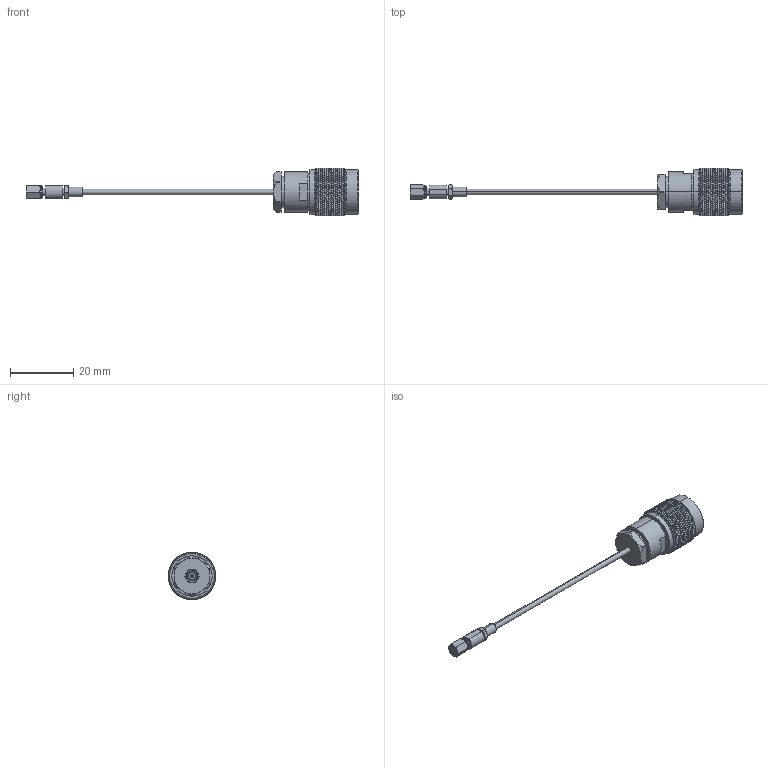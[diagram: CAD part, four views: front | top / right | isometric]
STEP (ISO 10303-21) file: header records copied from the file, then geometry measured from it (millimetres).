
FILE_DESCRIPTION (( 'STEP AP214' ), '1' );
FILE_NAME ('PE3C4401.step', '2020-04-20T19:07:53', ( '' ), ( '' ), 'SwSTEP 2.0', 'SolidWorks 2018', '' );
FILE_SCHEMA (( 'AUTOMOTIVE_DESIGN' ));
Length unit declared in the file: millimetre
Products named in the file (4): PE4448; PE45367___; RG178BU_3"; PE3C4401
Assembly tree (3 placements, depth 2):
  PE3C4401
    RG178BU_3"
    PE45367___
    PE4448
Bounding box: 104.66 x 14.99 x 14.99 mm (x, y, z)
Volume: 3364.8 mm3; surface area: 3549.7 mm2
Topology: 3 solids, 3 shells, 2894 faces, 6127 edges, 3259 vertices
Faces by surface type: bspline 2166, cylinder 579, plane 91, cone 54, torus 4
Entity records: 114551 total; most frequent: CARTESIAN_POINT 76513, ORIENTED_EDGE 12254, EDGE_CURVE 6127, VERTEX_POINT 3259, EDGE_LOOP 2916, FACE_OUTER_BOUND 2894, ADVANCED_FACE 2894, B_SPLINE_CURVE_WITH_KNOTS 2486
